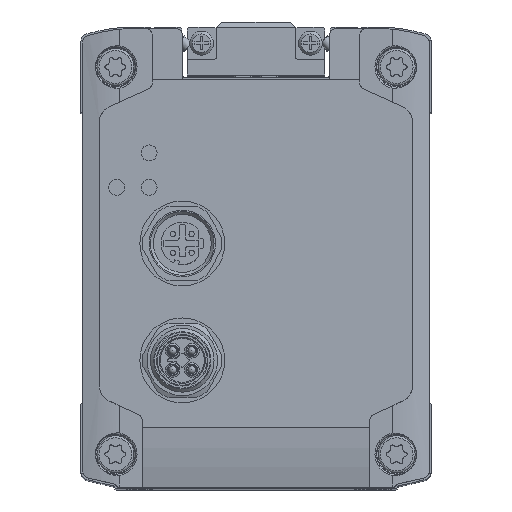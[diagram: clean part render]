
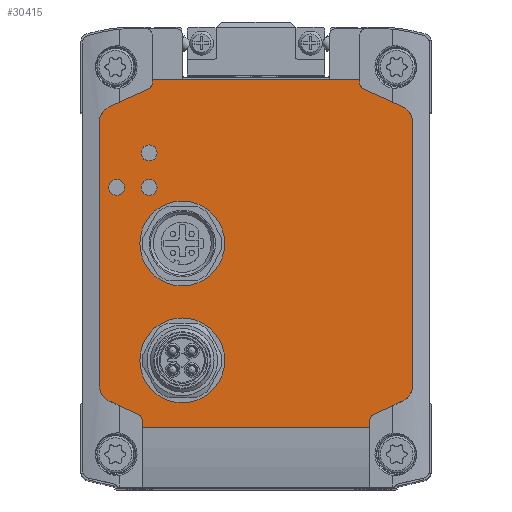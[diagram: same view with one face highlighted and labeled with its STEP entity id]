
A CAD part, top view. The second image highlights one B-rep face of the part: STEP entity #30415.
In plain terms, the highlighted planar face has unit normal (0, 0, 1).
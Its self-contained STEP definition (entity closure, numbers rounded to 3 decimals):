
#491=CIRCLE('',#32065,1.5);
#492=CIRCLE('',#32066,1.5);
#493=CIRCLE('',#32067,1.5);
#494=CIRCLE('',#32068,8.);
#495=CIRCLE('',#32069,8.);
#496=CIRCLE('',#32070,1.2);
#497=CIRCLE('',#32071,3.255);
#498=CIRCLE('',#32072,3.255);
#499=CIRCLE('',#32073,1.2);
#500=CIRCLE('',#32074,1.2);
#501=CIRCLE('',#32075,3.255);
#502=CIRCLE('',#32076,3.255);
#503=CIRCLE('',#32077,1.2);
#3194=ORIENTED_EDGE('',*,*,#9091,.T.);
#3195=ORIENTED_EDGE('',*,*,#9092,.T.);
#3196=ORIENTED_EDGE('',*,*,#9093,.T.);
#3197=ORIENTED_EDGE('',*,*,#9094,.T.);
#3198=ORIENTED_EDGE('',*,*,#9095,.T.);
#3199=ORIENTED_EDGE('',*,*,#9096,.F.);
#3200=ORIENTED_EDGE('',*,*,#9089,.T.);
#3201=ORIENTED_EDGE('',*,*,#9097,.F.);
#3202=ORIENTED_EDGE('',*,*,#8737,.T.);
#3203=ORIENTED_EDGE('',*,*,#9098,.T.);
#3204=ORIENTED_EDGE('',*,*,#9099,.T.);
#3205=ORIENTED_EDGE('',*,*,#9100,.T.);
#3206=ORIENTED_EDGE('',*,*,#8741,.T.);
#3207=ORIENTED_EDGE('',*,*,#9101,.F.);
#3208=ORIENTED_EDGE('',*,*,#9078,.T.);
#3209=ORIENTED_EDGE('',*,*,#8804,.T.);
#3210=ORIENTED_EDGE('',*,*,#9084,.T.);
#3211=ORIENTED_EDGE('',*,*,#9102,.F.);
#3212=ORIENTED_EDGE('',*,*,#8692,.T.);
#3213=ORIENTED_EDGE('',*,*,#9103,.T.);
#3214=ORIENTED_EDGE('',*,*,#9104,.T.);
#3215=ORIENTED_EDGE('',*,*,#9105,.T.);
#3216=ORIENTED_EDGE('',*,*,#8689,.T.);
#3217=ORIENTED_EDGE('',*,*,#9106,.F.);
#3218=ORIENTED_EDGE('',*,*,#9086,.T.);
#8689=EDGE_CURVE('',#11787,#11788,#13719,.T.);
#8692=EDGE_CURVE('',#11791,#11790,#13722,.T.);
#8737=EDGE_CURVE('',#11821,#11820,#13755,.T.);
#8741=EDGE_CURVE('',#11822,#11823,#13759,.T.);
#8804=EDGE_CURVE('',#11874,#11875,#13808,.T.);
#9078=EDGE_CURVE('',#12037,#11874,#13957,.T.);
#9084=EDGE_CURVE('',#11875,#12039,#13962,.T.);
#9086=EDGE_CURVE('',#12041,#12040,#13963,.T.);
#9089=EDGE_CURVE('',#12043,#12042,#13966,.T.);
#9091=EDGE_CURVE('',#12044,#12044,#491,.T.);
#9092=EDGE_CURVE('',#12045,#12045,#492,.T.);
#9093=EDGE_CURVE('',#12046,#12046,#493,.T.);
#9094=EDGE_CURVE('',#12047,#12047,#494,.T.);
#9095=EDGE_CURVE('',#12048,#12048,#495,.T.);
#9096=EDGE_CURVE('',#12043,#12040,#13967,.T.);
#9097=EDGE_CURVE('',#11821,#12042,#496,.T.);
#9098=EDGE_CURVE('',#11820,#12049,#497,.T.);
#9099=EDGE_CURVE('',#12049,#12050,#13968,.T.);
#9100=EDGE_CURVE('',#12050,#11822,#498,.T.);
#9101=EDGE_CURVE('',#12037,#11823,#499,.T.);
#9102=EDGE_CURVE('',#11791,#12039,#500,.T.);
#9103=EDGE_CURVE('',#11790,#12051,#501,.T.);
#9104=EDGE_CURVE('',#12051,#12052,#13969,.T.);
#9105=EDGE_CURVE('',#12052,#11787,#502,.T.);
#9106=EDGE_CURVE('',#12041,#11788,#503,.T.);
#11787=VERTEX_POINT('',#42158);
#11788=VERTEX_POINT('',#42160);
#11790=VERTEX_POINT('',#42166);
#11791=VERTEX_POINT('',#42168);
#11820=VERTEX_POINT('',#42251);
#11821=VERTEX_POINT('',#42253);
#11822=VERTEX_POINT('',#42257);
#11823=VERTEX_POINT('',#42259);
#11874=VERTEX_POINT('',#42386);
#11875=VERTEX_POINT('',#42387);
#12037=VERTEX_POINT('',#42902);
#12039=VERTEX_POINT('',#42913);
#12040=VERTEX_POINT('',#42917);
#12041=VERTEX_POINT('',#42919);
#12042=VERTEX_POINT('',#42923);
#12043=VERTEX_POINT('',#42925);
#12044=VERTEX_POINT('',#42929);
#12045=VERTEX_POINT('',#42931);
#12046=VERTEX_POINT('',#42933);
#12047=VERTEX_POINT('',#42935);
#12048=VERTEX_POINT('',#42937);
#12049=VERTEX_POINT('',#42941);
#12050=VERTEX_POINT('',#42943);
#12051=VERTEX_POINT('',#42948);
#12052=VERTEX_POINT('',#42950);
#13719=LINE('',#42161,#15510);
#13722=LINE('',#42167,#15513);
#13755=LINE('',#42252,#15546);
#13759=LINE('',#42260,#15550);
#13808=LINE('',#42385,#15599);
#13957=LINE('',#42901,#15748);
#13962=LINE('',#42914,#15753);
#13963=LINE('',#42918,#15754);
#13966=LINE('',#42924,#15757);
#13967=LINE('',#42938,#15758);
#13968=LINE('',#42942,#15759);
#13969=LINE('',#42949,#15760);
#15510=VECTOR('',#34720,1000.);
#15513=VECTOR('',#34725,1000.);
#15546=VECTOR('',#34802,1000.);
#15550=VECTOR('',#34808,1000.);
#15599=VECTOR('',#34909,1000.);
#15748=VECTOR('',#35466,1000.);
#15753=VECTOR('',#35481,1000.);
#15754=VECTOR('',#35486,1000.);
#15757=VECTOR('',#35491,1000.);
#15758=VECTOR('',#35506,1000.);
#15759=VECTOR('',#35511,1000.);
#15760=VECTOR('',#35520,1000.);
#17350=EDGE_LOOP('',(#3194));
#17351=EDGE_LOOP('',(#3195));
#17352=EDGE_LOOP('',(#3196));
#17353=EDGE_LOOP('',(#3197));
#17354=EDGE_LOOP('',(#3198));
#17355=EDGE_LOOP('',(#3199,#3200,#3201,#3202,#3203,#3204,#3205,#3206,#3207,
#3208,#3209,#3210,#3211,#3212,#3213,#3214,#3215,#3216,#3217,#3218));
#18995=FACE_BOUND('',#17350,.T.);
#18996=FACE_BOUND('',#17351,.T.);
#18997=FACE_BOUND('',#17352,.T.);
#18998=FACE_BOUND('',#17353,.T.);
#18999=FACE_BOUND('',#17354,.T.);
#19000=FACE_BOUND('',#17355,.T.);
#20549=PLANE('',#32064);
#30415=ADVANCED_FACE('',(#18995,#18996,#18997,#18998,#18999,#19000),#20549,
 .T.);
#32064=AXIS2_PLACEMENT_3D('',#42927,#35494,#35495);
#32065=AXIS2_PLACEMENT_3D('',#42928,#35496,#35497);
#32066=AXIS2_PLACEMENT_3D('',#42930,#35498,#35499);
#32067=AXIS2_PLACEMENT_3D('',#42932,#35500,#35501);
#32068=AXIS2_PLACEMENT_3D('',#42934,#35502,#35503);
#32069=AXIS2_PLACEMENT_3D('',#42936,#35504,#35505);
#32070=AXIS2_PLACEMENT_3D('',#42939,#35507,#35508);
#32071=AXIS2_PLACEMENT_3D('',#42940,#35509,#35510);
#32072=AXIS2_PLACEMENT_3D('',#42944,#35512,#35513);
#32073=AXIS2_PLACEMENT_3D('',#42945,#35514,#35515);
#32074=AXIS2_PLACEMENT_3D('',#42946,#35516,#35517);
#32075=AXIS2_PLACEMENT_3D('',#42947,#35518,#35519);
#32076=AXIS2_PLACEMENT_3D('',#42951,#35521,#35522);
#32077=AXIS2_PLACEMENT_3D('',#42952,#35523,#35524);
#34720=DIRECTION('',(0.906,-0.424,0.));
#34725=DIRECTION('',(-0.91,-0.415,0.));
#34802=DIRECTION('',(0.906,0.424,0.));
#34808=DIRECTION('',(-0.91,0.415,0.));
#34909=DIRECTION('',(-1.,0.,0.));
#35466=DIRECTION('',(0.,1.,0.));
#35481=DIRECTION('',(0.,-1.,0.));
#35486=DIRECTION('',(0.,-1.,0.));
#35491=DIRECTION('',(0.,1.,0.));
#35494=DIRECTION('',(0.,0.,1.));
#35495=DIRECTION('',(1.,0.,0.));
#35496=DIRECTION('',(0.,0.,-1.));
#35497=DIRECTION('',(-1.,0.,0.));
#35498=DIRECTION('',(0.,0.,-1.));
#35499=DIRECTION('',(-1.,0.,0.));
#35500=DIRECTION('',(0.,0.,-1.));
#35501=DIRECTION('',(-1.,0.,0.));
#35502=DIRECTION('',(0.,0.,-1.));
#35503=DIRECTION('',(-1.,0.,0.));
#35504=DIRECTION('',(0.,0.,-1.));
#35505=DIRECTION('',(-1.,0.,0.));
#35506=DIRECTION('',(-1.,0.,0.));
#35507=DIRECTION('',(0.,0.,1.));
#35508=DIRECTION('',(1.,0.,0.));
#35509=DIRECTION('',(0.,0.,1.));
#35510=DIRECTION('',(1.,0.,0.));
#35511=DIRECTION('',(0.,1.,0.));
#35512=DIRECTION('',(0.,0.,1.));
#35513=DIRECTION('',(1.,0.,0.));
#35514=DIRECTION('',(0.,0.,1.));
#35515=DIRECTION('',(1.,0.,0.));
#35516=DIRECTION('',(0.,0.,1.));
#35517=DIRECTION('',(1.,0.,0.));
#35518=DIRECTION('',(0.,0.,1.));
#35519=DIRECTION('',(1.,0.,0.));
#35520=DIRECTION('',(0.,-1.,0.));
#35521=DIRECTION('',(0.,0.,1.));
#35522=DIRECTION('',(1.,0.,0.));
#35523=DIRECTION('',(0.,0.,1.));
#35524=DIRECTION('',(1.,0.,0.));
#42158=CARTESIAN_POINT('',(-27.676,16.54,72.15));
#42160=CARTESIAN_POINT('',(-22.155,13.955,72.15));
#42161=CARTESIAN_POINT('',(-27.676,16.54,72.15));
#42166=CARTESIAN_POINT('',(-27.644,72.023,72.15));
#42167=CARTESIAN_POINT('',(-20.253,75.39,72.15));
#42168=CARTESIAN_POINT('',(-20.253,75.39,72.15));
#42251=CARTESIAN_POINT('',(27.676,16.54,72.15));
#42252=CARTESIAN_POINT('',(22.155,13.955,72.15));
#42253=CARTESIAN_POINT('',(22.155,13.955,72.15));
#42257=CARTESIAN_POINT('',(27.644,72.023,72.15));
#42259=CARTESIAN_POINT('',(20.253,75.39,72.15));
#42260=CARTESIAN_POINT('',(27.644,72.023,72.15));
#42385=CARTESIAN_POINT('',(13.795,77.2,72.15));
#42386=CARTESIAN_POINT('',(19.55,77.2,72.15));
#42387=CARTESIAN_POINT('',(-19.55,77.2,72.15));
#42901=CARTESIAN_POINT('',(19.55,76.482,72.15));
#42902=CARTESIAN_POINT('',(19.55,76.482,72.15));
#42913=CARTESIAN_POINT('',(-19.55,76.482,72.15));
#42914=CARTESIAN_POINT('',(-19.55,87.,72.15));
#42917=CARTESIAN_POINT('',(-21.465,11.551,72.15));
#42918=CARTESIAN_POINT('',(-21.465,12.868,72.15));
#42919=CARTESIAN_POINT('',(-21.465,12.868,72.15));
#42923=CARTESIAN_POINT('',(21.465,12.868,72.15));
#42924=CARTESIAN_POINT('',(21.465,0.,72.15));
#42925=CARTESIAN_POINT('',(21.465,11.551,72.15));
#42927=CARTESIAN_POINT('',(-26.295,69.061,72.15));
#42928=CARTESIAN_POINT('',(-26.25,56.8,72.15));
#42929=CARTESIAN_POINT('',(-27.75,56.8,72.15));
#42930=CARTESIAN_POINT('',(-20.15,63.3,72.15));
#42931=CARTESIAN_POINT('',(-21.65,63.3,72.15));
#42932=CARTESIAN_POINT('',(-20.15,56.8,72.15));
#42933=CARTESIAN_POINT('',(-21.65,56.8,72.15));
#42934=CARTESIAN_POINT('',(-13.9,24.2,72.15));
#42935=CARTESIAN_POINT('',(-21.9,24.2,72.15));
#42936=CARTESIAN_POINT('',(-13.9,46.23,72.15));
#42937=CARTESIAN_POINT('',(-21.9,46.23,72.15));
#42938=CARTESIAN_POINT('',(21.465,11.551,72.15));
#42939=CARTESIAN_POINT('',(22.665,12.868,72.15));
#42940=CARTESIAN_POINT('',(26.295,19.488,72.15));
#42941=CARTESIAN_POINT('',(29.55,19.488,72.15));
#42942=CARTESIAN_POINT('',(29.55,19.488,72.15));
#42943=CARTESIAN_POINT('',(29.55,69.061,72.15));
#42944=CARTESIAN_POINT('',(26.295,69.061,72.15));
#42945=CARTESIAN_POINT('',(20.75,76.482,72.15));
#42946=CARTESIAN_POINT('',(-20.75,76.482,72.15));
#42947=CARTESIAN_POINT('',(-26.295,69.061,72.15));
#42948=CARTESIAN_POINT('',(-29.55,69.061,72.15));
#42949=CARTESIAN_POINT('',(-29.55,69.061,72.15));
#42950=CARTESIAN_POINT('',(-29.55,19.488,72.15));
#42951=CARTESIAN_POINT('',(-26.295,19.488,72.15));
#42952=CARTESIAN_POINT('',(-22.665,12.868,72.15));
